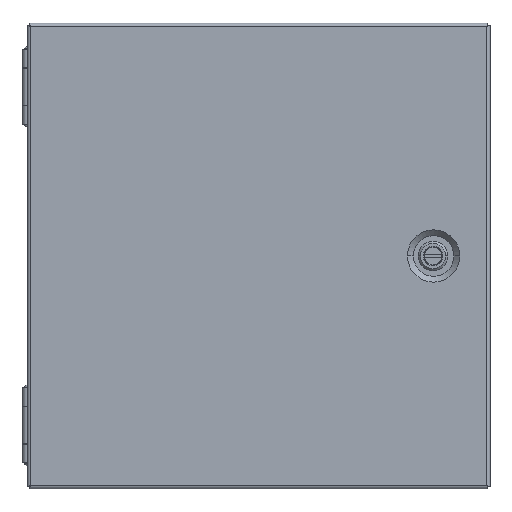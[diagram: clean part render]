
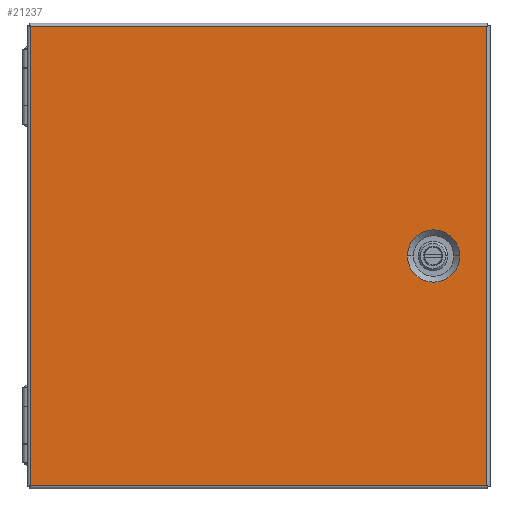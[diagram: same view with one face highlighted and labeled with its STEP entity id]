
A CAD part, top view. The second image highlights one B-rep face of the part: STEP entity #21237.
In plain terms, the highlighted planar face has unit normal (0, 0, 1).
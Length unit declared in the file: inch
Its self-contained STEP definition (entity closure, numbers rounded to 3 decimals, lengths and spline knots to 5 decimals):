
#172 = CARTESIAN_POINT ( 'NONE',  ( -6.0855, -6.1035, 6.118 ) ) ;
#1055 = EDGE_CURVE ( 'NONE', #2684, #1554, #3478, .T. ) ;
#1143 = AXIS2_PLACEMENT_3D ( 'NONE', #6090, #12891, #12780 ) ;
#1554 = VERTEX_POINT ( 'NONE', #9474 ) ;
#2108 = ORIENTED_EDGE ( 'NONE', *, *, #10594, .T. ) ;
#2116 = LINE ( 'NONE', #172, #11716 ) ;
#2684 = VERTEX_POINT ( 'NONE', #10248 ) ;
#3134 = CARTESIAN_POINT ( 'NONE',  ( 6.0425, 6.1045, 6.118 ) ) ;
#3478 = CIRCLE ( 'NONE', #12542, 0.69489 ) ;
#3824 = CARTESIAN_POINT ( 'NONE',  ( 6.0425, -6.1035, 6.118 ) ) ;
#3901 = AXIS2_PLACEMENT_3D ( 'NONE', #16346, #21823, #4209 ) ;
#4209 = DIRECTION ( 'NONE',  ( 1., 0., 0. ) ) ;
#4723 = CARTESIAN_POINT ( 'NONE',  ( -6.0855, 6.1045, 6.118 ) ) ;
#4767 = CIRCLE ( 'NONE', #1143, 0.69489 ) ;
#5037 = VERTEX_POINT ( 'NONE', #4723 ) ;
#5302 = DIRECTION ( 'NONE',  ( 0., -1., 0. ) ) ;
#6090 = CARTESIAN_POINT ( 'NONE',  ( 4.6285, 0.0005, 6.118 ) ) ;
#6735 = LINE ( 'NONE', #20266, #11442 ) ;
#7016 = CARTESIAN_POINT ( 'NONE',  ( 4.6285, 0.0005, 6.118 ) ) ;
#7346 = ORIENTED_EDGE ( 'NONE', *, *, #11730, .T. ) ;
#7673 = EDGE_LOOP ( 'NONE', ( #21078, #2108 ) ) ;
#8728 = EDGE_CURVE ( 'NONE', #10692, #5037, #18690, .T. ) ;
#9474 = CARTESIAN_POINT ( 'NONE',  ( 3.93361, 0.0005, 6.118 ) ) ;
#10078 = VECTOR ( 'NONE', #20181, 39.37008 ) ;
#10248 = CARTESIAN_POINT ( 'NONE',  ( 5.32339, 0.0005, 6.118 ) ) ;
#10413 = DIRECTION ( 'NONE',  ( 0., 1., 0. ) ) ;
#10567 = FACE_OUTER_BOUND ( 'NONE', #22051, .T. ) ;
#10594 = EDGE_CURVE ( 'NONE', #1554, #2684, #4767, .T. ) ;
#10692 = VERTEX_POINT ( 'NONE', #18792 ) ;
#11025 = FACE_BOUND ( 'NONE', #7673, .T. ) ;
#11442 = VECTOR ( 'NONE', #13429, 39.37008 ) ;
#11716 = VECTOR ( 'NONE', #5302, 39.37008 ) ;
#11730 = EDGE_CURVE ( 'NONE', #5037, #13181, #2116, .T. ) ;
#11796 = EDGE_CURVE ( 'NONE', #12095, #10692, #19384, .T. ) ;
#12095 = VERTEX_POINT ( 'NONE', #19472 ) ;
#12346 = DIRECTION ( 'NONE',  ( 1., 0., 0. ) ) ;
#12542 = AXIS2_PLACEMENT_3D ( 'NONE', #7016, #14041, #12346 ) ;
#12780 = DIRECTION ( 'NONE',  ( 1., 0., 0. ) ) ;
#12891 = DIRECTION ( 'NONE',  ( 0., 0., -1. ) ) ;
#13072 = ORIENTED_EDGE ( 'NONE', *, *, #8728, .T. ) ;
#13181 = VERTEX_POINT ( 'NONE', #15192 ) ;
#13429 = DIRECTION ( 'NONE',  ( 1., 0., 0. ) ) ;
#13496 = EDGE_CURVE ( 'NONE', #13181, #12095, #6735, .T. ) ;
#13883 = VECTOR ( 'NONE', #10413, 39.37008 ) ;
#14041 = DIRECTION ( 'NONE',  ( 0., 0., -1. ) ) ;
#15192 = CARTESIAN_POINT ( 'NONE',  ( -6.0855, -6.1035, 6.118 ) ) ;
#16346 = CARTESIAN_POINT ( 'NONE',  ( 6.0425, -6.1035, 6.118 ) ) ;
#17494 = PLANE ( 'NONE',  #3901 ) ;
#18251 = ORIENTED_EDGE ( 'NONE', *, *, #11796, .T. ) ;
#18690 = LINE ( 'NONE', #3134, #10078 ) ;
#18792 = CARTESIAN_POINT ( 'NONE',  ( 6.0425, 6.1045, 6.118 ) ) ;
#19384 = LINE ( 'NONE', #3824, #13883 ) ;
#19472 = CARTESIAN_POINT ( 'NONE',  ( 6.0425, -6.1035, 6.118 ) ) ;
#20181 = DIRECTION ( 'NONE',  ( -1., 0., 0. ) ) ;
#20266 = CARTESIAN_POINT ( 'NONE',  ( 6.0425, -6.1035, 6.118 ) ) ;
#20594 = ORIENTED_EDGE ( 'NONE', *, *, #13496, .T. ) ;
#21078 = ORIENTED_EDGE ( 'NONE', *, *, #1055, .T. ) ;
#21237 = ADVANCED_FACE ( 'NONE', ( #11025, #10567 ), #17494, .T. ) ;
#21823 = DIRECTION ( 'NONE',  ( 0., 0., 1. ) ) ;
#22051 = EDGE_LOOP ( 'NONE', ( #13072, #7346, #20594, #18251 ) ) ;
